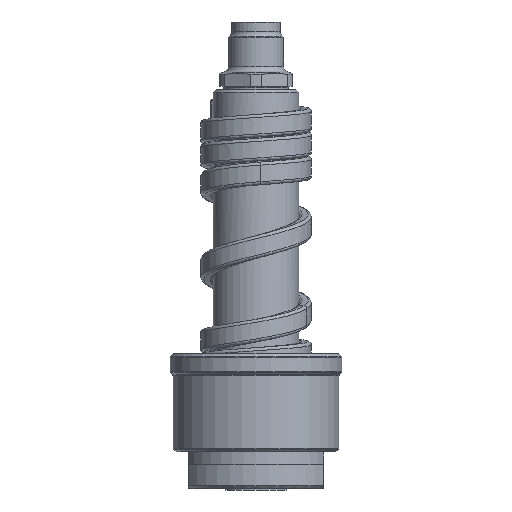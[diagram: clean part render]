
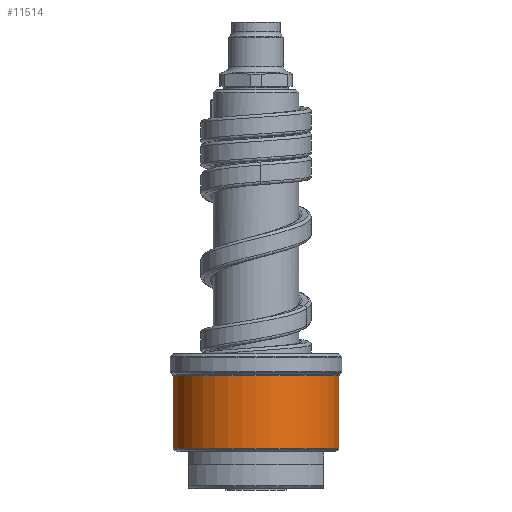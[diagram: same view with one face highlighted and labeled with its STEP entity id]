
A CAD part, front view. The second image highlights one B-rep face of the part: STEP entity #11514.
In plain terms, the highlighted cylindrical face has radius 13.5 mm (diameter 27 mm), a partial arc.
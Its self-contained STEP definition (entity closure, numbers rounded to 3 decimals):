
#3296=CARTESIAN_POINT('',(0.,0.,6.582));
#3297=DIRECTION('',(0.,0.,1.));
#3298=DIRECTION('',(-1.,0.,0.));
#3299=AXIS2_PLACEMENT_3D('',#3296,#3297,#3298);
#3301=DIRECTION('',(0.,0.,-1.));
#3302=VECTOR('',#3301,11.835);
#3303=CARTESIAN_POINT('',(-13.5,0.,18.417));
#3304=LINE('',#3303,#3302);
#3305=CARTESIAN_POINT('',(0.,0.,18.417));
#3306=DIRECTION('',(0.,0.,1.));
#3307=DIRECTION('',(-1.,0.,0.));
#3308=AXIS2_PLACEMENT_3D('',#3305,#3306,#3307);
#3310=DIRECTION('',(0.,0.,-1.));
#3311=VECTOR('',#3310,11.835);
#3312=CARTESIAN_POINT('',(13.5,0.,18.417));
#3313=LINE('',#3312,#3311);
#6486=CARTESIAN_POINT('',(13.5,0.,18.417));
#6487=CARTESIAN_POINT('',(-13.5,0.,18.417));
#6488=VERTEX_POINT('',#6486);
#6489=VERTEX_POINT('',#6487);
#6512=CARTESIAN_POINT('',(13.5,0.,6.582));
#6513=VERTEX_POINT('',#6512);
#6514=CARTESIAN_POINT('',(-13.5,0.,6.582));
#6515=VERTEX_POINT('',#6514);
#11502=CARTESIAN_POINT('',(0.,0.,5.2));
#11503=DIRECTION('',(0.,0.,1.));
#11504=DIRECTION('',(-1.,0.,0.));
#11505=AXIS2_PLACEMENT_3D('',#11502,#11503,#11504);
#11506=CYLINDRICAL_SURFACE('',#11505,13.5);
#11507=ORIENTED_EDGE('',*,*,#11459,.F.);
#11508=ORIENTED_EDGE('',*,*,#11493,.F.);
#11510=ORIENTED_EDGE('',*,*,#11509,.T.);
#11511=ORIENTED_EDGE('',*,*,#11489,.T.);
#11512=EDGE_LOOP('',(#11507,#11508,#11510,#11511));
#11513=FACE_OUTER_BOUND('',#11512,.F.);
#3300=CIRCLE('',#3299,13.5);
#3309=CIRCLE('',#3308,13.5);
#11459=EDGE_CURVE('',#6515,#6513,#3300,.T.);
#11489=EDGE_CURVE('',#6488,#6513,#3313,.T.);
#11493=EDGE_CURVE('',#6489,#6515,#3304,.T.);
#11509=EDGE_CURVE('',#6489,#6488,#3309,.T.);
#11514=ADVANCED_FACE('',(#11513),#11506,.T.);
